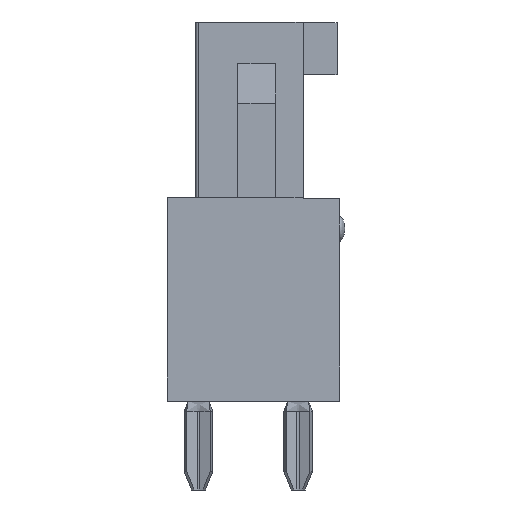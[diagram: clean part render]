
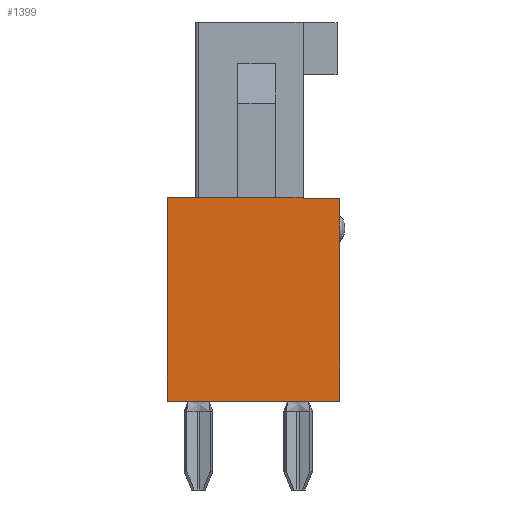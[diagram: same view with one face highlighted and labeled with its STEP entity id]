
A CAD part, left-side view. The second image highlights one B-rep face of the part: STEP entity #1399.
In plain terms, the highlighted planar face has unit normal (-1, 0, 0).
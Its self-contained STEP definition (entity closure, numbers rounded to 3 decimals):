
#1399 = ADVANCED_FACE( '', ( #2863 ), #2864, .F. );
#2863 = FACE_OUTER_BOUND( '', #4550, .T. );
#2864 = PLANE( '', #4551 );
#4550 = EDGE_LOOP( '', ( #8734, #8735, #8736, #8737, #8738, #8739, #8740, #8741, #8742, #8743, #8744, #8745 ) );
#4551 = AXIS2_PLACEMENT_3D( '', #8746, #8747, #8748 );
#8734 = ORIENTED_EDGE( '', *, *, #10223, .F. );
#8735 = ORIENTED_EDGE( '', *, *, #10674, .T. );
#8736 = ORIENTED_EDGE( '', *, *, #11138, .F. );
#8737 = ORIENTED_EDGE( '', *, *, #11139, .T. );
#8738 = ORIENTED_EDGE( '', *, *, #10985, .F. );
#8739 = ORIENTED_EDGE( '', *, *, #11140, .F. );
#8740 = ORIENTED_EDGE( '', *, *, #10632, .F. );
#8741 = ORIENTED_EDGE( '', *, *, #10968, .F. );
#8742 = ORIENTED_EDGE( '', *, *, #10050, .F. );
#8743 = ORIENTED_EDGE( '', *, *, #10134, .F. );
#8744 = ORIENTED_EDGE( '', *, *, #10712, .F. );
#8745 = ORIENTED_EDGE( '', *, *, #10963, .F. );
#8746 = CARTESIAN_POINT( '', ( -9.92, 0., 0. ) );
#8747 = DIRECTION( '', ( 1., 0., 0. ) );
#8748 = DIRECTION( '', ( 0., 0., -1. ) );
#10050 = EDGE_CURVE( '', #12346, #12348, #12349, .T. );
#10134 = EDGE_CURVE( '', #12500, #12346, #12502, .T. );
#10223 = EDGE_CURVE( '', #12626, #12628, #12629, .T. );
#10632 = EDGE_CURVE( '', #13228, #13223, #13230, .T. );
#10674 = EDGE_CURVE( '', #12626, #13292, #13293, .F. );
#10712 = EDGE_CURVE( '', #13346, #12500, #13348, .T. );
#10963 = EDGE_CURVE( '', #12628, #13346, #13649, .T. );
#10968 = EDGE_CURVE( '', #12348, #13228, #13655, .T. );
#10985 = EDGE_CURVE( '', #13676, #13677, #13678, .T. );
#11138 = EDGE_CURVE( '', #13846, #13292, #13847, .T. );
#11139 = EDGE_CURVE( '', #13846, #13677, #13848, .F. );
#11140 = EDGE_CURVE( '', #13223, #13676, #13849, .T. );
#12346 = VERTEX_POINT( '', #15571 );
#12348 = VERTEX_POINT( '', #15574 );
#12349 = LINE( '', #15575, #15576 );
#12500 = VERTEX_POINT( '', #15794 );
#12502 = LINE( '', #15797, #15798 );
#12626 = VERTEX_POINT( '', #15979 );
#12628 = VERTEX_POINT( '', #15982 );
#12629 = LINE( '', #15983, #15984 );
#13223 = VERTEX_POINT( '', #16849 );
#13228 = VERTEX_POINT( '', #16856 );
#13230 = LINE( '', #16859, #16860 );
#13292 = VERTEX_POINT( '', #16954 );
#13293 = CIRCLE( '', #16955, 0.02 );
#13346 = VERTEX_POINT( '', #17039 );
#13348 = LINE( '', #17042, #17043 );
#13649 = LINE( '', #17493, #17494 );
#13655 = LINE( '', #17503, #17504 );
#13676 = VERTEX_POINT( '', #17533 );
#13677 = VERTEX_POINT( '', #17534 );
#13678 = LINE( '', #17535, #17536 );
#13846 = VERTEX_POINT( '', #17781 );
#13847 = LINE( '', #17782, #17783 );
#13848 = CIRCLE( '', #17784, 0.02 );
#13849 = LINE( '', #17785, #17786 );
#15571 = CARTESIAN_POINT( '', ( -9.92, 3.3, 3.9 ) );
#15574 = CARTESIAN_POINT( '', ( -9.92, -1.9, 3.9 ) );
#15575 = CARTESIAN_POINT( '', ( -9.92, 3.3, 3.9 ) );
#15576 = VECTOR( '', #18508, 1000. );
#15794 = CARTESIAN_POINT( '', ( -9.92, 3.3, -3.9 ) );
#15797 = CARTESIAN_POINT( '', ( -9.92, 3.3, -3.9 ) );
#15798 = VECTOR( '', #18607, 1000. );
#15979 = CARTESIAN_POINT( '', ( -9.92, -3.31, 2.2 ) );
#15982 = CARTESIAN_POINT( '', ( -9.92, -3.3, 2.2 ) );
#15983 = CARTESIAN_POINT( '', ( -9.92, -3.33, 2.2 ) );
#15984 = VECTOR( '', #18696, 1000. );
#16849 = CARTESIAN_POINT( '', ( -9.92, -3.3, 3.85 ) );
#16856 = CARTESIAN_POINT( '', ( -9.92, -1.9, 3.85 ) );
#16859 = CARTESIAN_POINT( '', ( -9.92, 0., 3.85 ) );
#16860 = VECTOR( '', #19085, 1000. );
#16954 = CARTESIAN_POINT( '', ( -9.92, -3.33, 2.22 ) );
#16955 = AXIS2_PLACEMENT_3D( '', #19118, #19119, #19120 );
#17039 = CARTESIAN_POINT( '', ( -9.92, -3.3, -3.9 ) );
#17042 = CARTESIAN_POINT( '', ( -9.92, -3.3, -3.9 ) );
#17043 = VECTOR( '', #19159, 1000. );
#17493 = CARTESIAN_POINT( '', ( -9.92, -3.3, 3.9 ) );
#17494 = VECTOR( '', #19350, 1000. );
#17503 = CARTESIAN_POINT( '', ( -9.92, -1.9, 0. ) );
#17504 = VECTOR( '', #19354, 1000. );
#17533 = CARTESIAN_POINT( '', ( -9.92, -3.3, 2.25 ) );
#17534 = CARTESIAN_POINT( '', ( -9.92, -3.31, 2.25 ) );
#17535 = CARTESIAN_POINT( '', ( -9.92, -3.3, 2.25 ) );
#17536 = VECTOR( '', #19366, 1000. );
#17781 = CARTESIAN_POINT( '', ( -9.92, -3.33, 2.23 ) );
#17782 = CARTESIAN_POINT( '', ( -9.92, -3.33, 2.25 ) );
#17783 = VECTOR( '', #19458, 1000. );
#17784 = AXIS2_PLACEMENT_3D( '', #19459, #19460, #19461 );
#17785 = CARTESIAN_POINT( '', ( -9.92, -3.3, 3.9 ) );
#17786 = VECTOR( '', #19462, 1000. );
#18508 = DIRECTION( '', ( 0., -1., 0. ) );
#18607 = DIRECTION( '', ( 0., 0., 1. ) );
#18696 = DIRECTION( '', ( 0., 1., 0. ) );
#19085 = DIRECTION( '', ( 0., -1., 0. ) );
#19118 = CARTESIAN_POINT( '', ( -9.92, -3.31, 2.22 ) );
#19119 = DIRECTION( '', ( 1., 0., 0. ) );
#19120 = DIRECTION( '', ( 0., 0., -1. ) );
#19159 = DIRECTION( '', ( 0., 1., 0. ) );
#19350 = DIRECTION( '', ( 0., 0., -1. ) );
#19354 = DIRECTION( '', ( 0., 0., -1. ) );
#19366 = DIRECTION( '', ( 0., -1., 0. ) );
#19458 = DIRECTION( '', ( 0., 0., -1. ) );
#19459 = CARTESIAN_POINT( '', ( -9.92, -3.31, 2.23 ) );
#19460 = DIRECTION( '', ( 1., 0., 0. ) );
#19461 = DIRECTION( '', ( 0., 0., -1. ) );
#19462 = DIRECTION( '', ( 0., 0., -1. ) );
